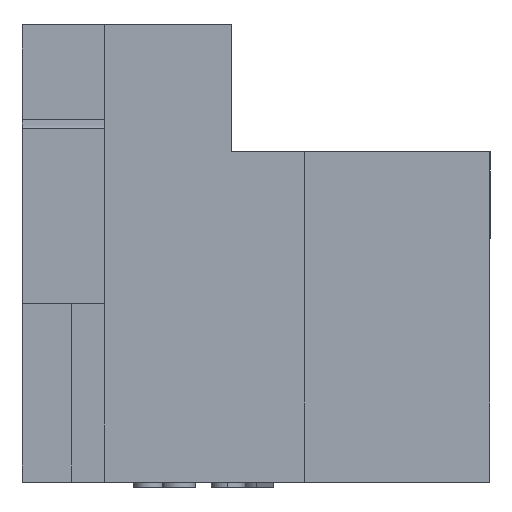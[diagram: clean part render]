
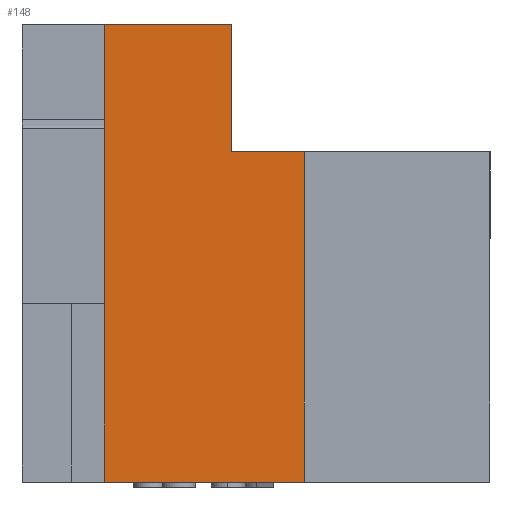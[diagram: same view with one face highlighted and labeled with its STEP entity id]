
A CAD part, left-side view. The second image highlights one B-rep face of the part: STEP entity #148.
In plain terms, the highlighted planar face has unit normal (-1, 0, 0).
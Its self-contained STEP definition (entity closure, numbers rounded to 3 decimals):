
#148=ADVANCED_FACE('',(#285),#214,.T.);
#214=PLANE('',#1614);
#285=FACE_OUTER_BOUND('',#364,.T.);
#364=EDGE_LOOP('',(#650,#651,#652,#653,#654,#655));
#650=ORIENTED_EDGE('',*,*,#1106,.T.);
#651=ORIENTED_EDGE('',*,*,#1110,.T.);
#652=ORIENTED_EDGE('',*,*,#1111,.T.);
#653=ORIENTED_EDGE('',*,*,#1112,.F.);
#654=ORIENTED_EDGE('',*,*,#1113,.T.);
#655=ORIENTED_EDGE('',*,*,#1104,.T.);
#918=VERTEX_POINT('',#2350);
#919=VERTEX_POINT('',#2352);
#920=VERTEX_POINT('',#2356);
#923=VERTEX_POINT('',#2364);
#924=VERTEX_POINT('',#2366);
#925=VERTEX_POINT('',#2368);
#1104=EDGE_CURVE('',#919,#918,#1290,.T.);
#1106=EDGE_CURVE('',#918,#920,#1292,.T.);
#1110=EDGE_CURVE('',#920,#923,#1296,.T.);
#1111=EDGE_CURVE('',#923,#924,#1297,.T.);
#1112=EDGE_CURVE('',#925,#924,#1298,.T.);
#1113=EDGE_CURVE('',#925,#919,#1299,.T.);
#1290=LINE('',#2351,#1472);
#1292=LINE('',#2355,#1474);
#1296=LINE('',#2363,#1478);
#1297=LINE('',#2365,#1479);
#1298=LINE('',#2367,#1480);
#1299=LINE('',#2369,#1481);
#1472=VECTOR('',#1923,1.);
#1474=VECTOR('',#1927,1.);
#1478=VECTOR('',#1933,1.);
#1479=VECTOR('',#1934,1.);
#1480=VECTOR('',#1935,1.);
#1481=VECTOR('',#1936,1.);
#1614=AXIS2_PLACEMENT_3D('',#2370,#1937,#1938);
#1923=DIRECTION('',(0.,0.,1.));
#1927=DIRECTION('',(0.,1.,0.));
#1933=DIRECTION('',(0.,0.,1.));
#1934=DIRECTION('',(0.,1.,0.));
#1935=DIRECTION('',(0.,0.,1.));
#1936=DIRECTION('',(0.,-1.,0.));
#1937=DIRECTION('',(-1.,0.,0.));
#1938=DIRECTION('',(0.,-1.,0.));
#2350=CARTESIAN_POINT('',(-5.2,6.,10.65));
#2351=CARTESIAN_POINT('',(-5.2,6.,0.));
#2352=CARTESIAN_POINT('',(-5.2,6.,0.));
#2355=CARTESIAN_POINT('',(-5.2,6.,10.65));
#2356=CARTESIAN_POINT('',(-5.2,8.35,10.65));
#2363=CARTESIAN_POINT('',(-5.2,8.35,10.65));
#2364=CARTESIAN_POINT('',(-5.2,8.35,14.75));
#2365=CARTESIAN_POINT('',(-5.2,8.35,14.75));
#2366=CARTESIAN_POINT('',(-5.2,12.45,14.75));
#2367=CARTESIAN_POINT('',(-5.2,12.45,0.));
#2368=CARTESIAN_POINT('',(-5.2,12.45,0.));
#2369=CARTESIAN_POINT('',(-5.2,12.45,0.));
#2370=CARTESIAN_POINT('',(-5.2,12.45,0.));
